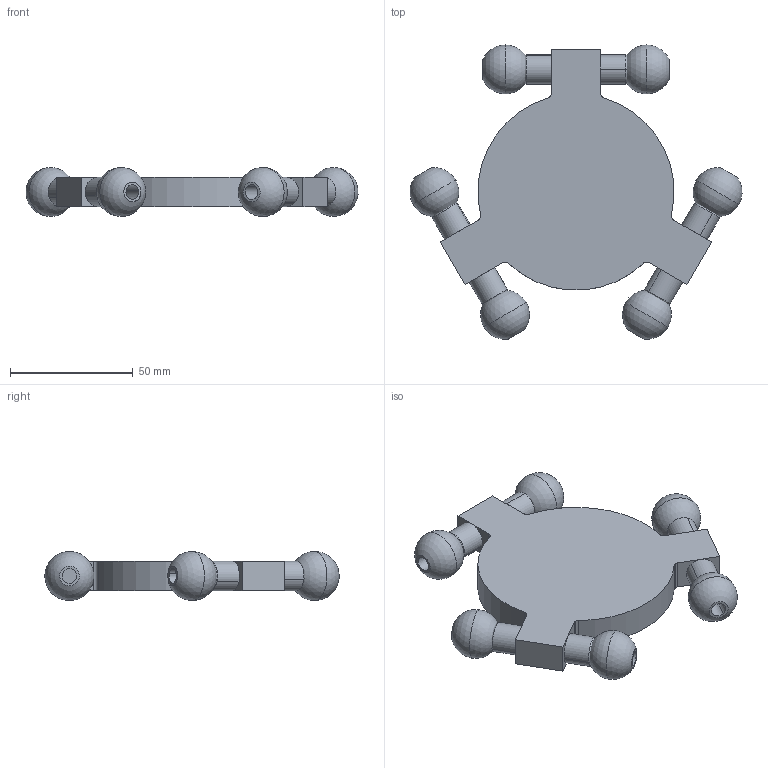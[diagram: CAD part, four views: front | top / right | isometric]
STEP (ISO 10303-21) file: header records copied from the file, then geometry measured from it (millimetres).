
FILE_DESCRIPTION (( 'STEP AP203' ), '1' );
FILE_NAME ('Base_top_Matlab_Default_sldprt.STEP', '2023-05-06T11:31:38', ( '' ), ( '' ), 'SwSTEP 2.0', 'SolidWorks 2022', '' );
FILE_SCHEMA (( 'CONFIG_CONTROL_DESIGN' ));
Length unit declared in the file: millimetre
Products named in the file (1): Base_top_Matlab_Default_sldprt
Bounding box: 135.3 x 119.91 x 20 mm (x, y, z)
Volume: 103445.5 mm3; surface area: 36150.8 mm2
Topology: 13 solids, 13 shells, 142 faces, 312 edges, 202 vertices
Faces by surface type: cylinder 77, plane 41, sphere 12, cone 12
Entity records: 3945 total; most frequent: DIRECTION 758, CARTESIAN_POINT 633, ORIENTED_EDGE 588, AXIS2_PLACEMENT_3D 321, EDGE_CURVE 294, VERTEX_POINT 196, CIRCLE 178, EDGE_LOOP 178
